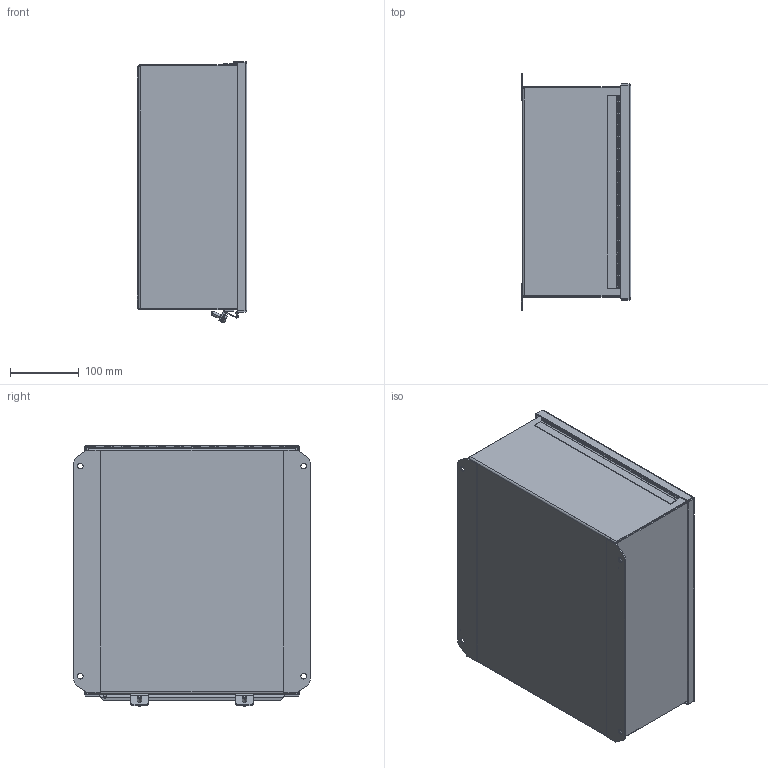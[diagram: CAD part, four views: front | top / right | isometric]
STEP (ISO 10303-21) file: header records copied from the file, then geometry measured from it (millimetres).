
FILE_DESCRIPTION (( 'STEP AP214' ), '1' );
FILE_NAME ('HJ12146HLP.STEP', '2019-09-05T13:25:31', ( '' ), ( '' ), 'SwSTEP 2.0', 'SolidWorks 2018', '' );
FILE_SCHEMA (( 'AUTOMOTIVE_DESIGN' ));
Length unit declared in the file: inch
Products named in the file (1): HJ12146HLP
Bounding box: 159.23 x 342.9 x 378.34 mm (x, y, z)
Volume: 958092.8 mm3; surface area: 1056509 mm2
Topology: 20 solids, 21 shells, 773 faces, 1960 edges, 1231 vertices
Faces by surface type: plane 414, cylinder 231, bspline 68, cone 52, torus 8
Entity records: 36499 total; most frequent: CARTESIAN_POINT 7808, ORIENTED_EDGE 3892, DIRECTION 3710, EDGE_CURVE 1946, LINE 1262, VECTOR 1262, VERTEX_POINT 1231, AXIS2_PLACEMENT_3D 1224
